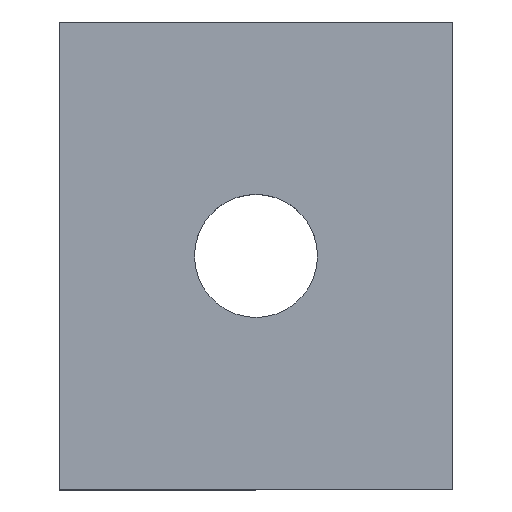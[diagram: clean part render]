
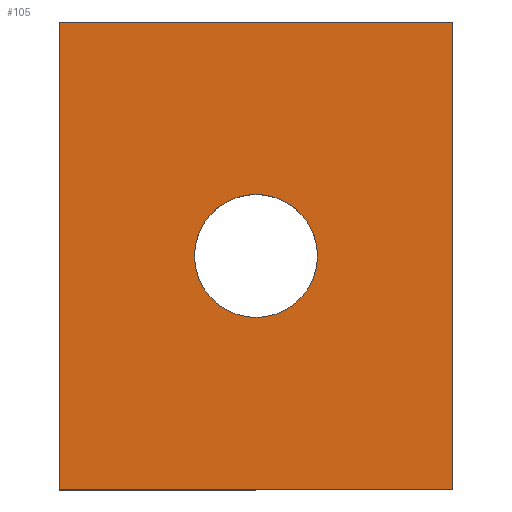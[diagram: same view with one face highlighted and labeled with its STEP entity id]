
A CAD part, top view. The second image highlights one B-rep face of the part: STEP entity #105.
In plain terms, the highlighted planar face has unit normal (0, 0, 1).
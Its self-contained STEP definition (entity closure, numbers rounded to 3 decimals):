
#16 = LINE ( 'NONE', #54, #110 ) ;
#18 = FACE_BOUND ( 'NONE', #188, .T. ) ;
#24 = ORIENTED_EDGE ( 'NONE', *, *, #209, .T. ) ;
#29 = EDGE_LOOP ( 'NONE', ( #119, #38, #24, #249 ) ) ;
#32 = VECTOR ( 'NONE', #173, 1000. ) ;
#38 = ORIENTED_EDGE ( 'NONE', *, *, #176, .T. ) ;
#43 = DIRECTION ( 'NONE',  ( 0., -1., 0. ) ) ;
#53 = VERTEX_POINT ( 'NONE', #246 ) ;
#54 = CARTESIAN_POINT ( 'NONE',  ( 0., 0., 4. ) ) ;
#55 = DIRECTION ( 'NONE',  ( -1., 0., 0. ) ) ;
#57 = CARTESIAN_POINT ( 'NONE',  ( 0., 19., 4. ) ) ;
#86 = CARTESIAN_POINT ( 'NONE',  ( 0., 19., 4. ) ) ;
#93 = LINE ( 'NONE', #114, #104 ) ;
#94 = CARTESIAN_POINT ( 'NONE',  ( 5.5, 9.5, 4. ) ) ;
#96 = CIRCLE ( 'NONE', #238, 2.5 ) ;
#104 = VECTOR ( 'NONE', #130, 1000. ) ;
#105 = ADVANCED_FACE ( 'NONE', ( #206, #18 ), #223, .F. ) ;
#107 = CARTESIAN_POINT ( 'NONE',  ( 10.5, 9.5, 4. ) ) ;
#108 = VERTEX_POINT ( 'NONE', #227 ) ;
#110 = VECTOR ( 'NONE', #43, 1000. ) ;
#114 = CARTESIAN_POINT ( 'NONE',  ( 16., 0., 4. ) ) ;
#116 = VECTOR ( 'NONE', #55, 1000. ) ;
#119 = ORIENTED_EDGE ( 'NONE', *, *, #258, .T. ) ;
#125 = CIRCLE ( 'NONE', #232, 2.5 ) ;
#130 = DIRECTION ( 'NONE',  ( 0., 1., 0. ) ) ;
#131 = LINE ( 'NONE', #175, #32 ) ;
#132 = AXIS2_PLACEMENT_3D ( 'NONE', #230, #220, #218 ) ;
#140 = ORIENTED_EDGE ( 'NONE', *, *, #170, .F. ) ;
#141 = VERTEX_POINT ( 'NONE', #242 ) ;
#147 = DIRECTION ( 'NONE',  ( 1., 0., 0. ) ) ;
#149 = DIRECTION ( 'NONE',  ( 0., 0., 1. ) ) ;
#151 = CARTESIAN_POINT ( 'NONE',  ( 8., 9.5, 4. ) ) ;
#165 = DIRECTION ( 'NONE',  ( 1., 0., 0. ) ) ;
#166 = LINE ( 'NONE', #57, #116 ) ;
#168 = DIRECTION ( 'NONE',  ( 0., 0., 1. ) ) ;
#169 = CARTESIAN_POINT ( 'NONE',  ( 8., 9.5, 4. ) ) ;
#170 = EDGE_CURVE ( 'NONE', #228, #214, #96, .T. ) ;
#173 = DIRECTION ( 'NONE',  ( 1., 0., 0. ) ) ;
#175 = CARTESIAN_POINT ( 'NONE',  ( 0., 0., 4. ) ) ;
#176 = EDGE_CURVE ( 'NONE', #141, #53, #131, .T. ) ;
#180 = EDGE_CURVE ( 'NONE', #214, #228, #125, .T. ) ;
#188 = EDGE_LOOP ( 'NONE', ( #140, #191 ) ) ;
#191 = ORIENTED_EDGE ( 'NONE', *, *, #180, .F. ) ;
#206 = FACE_OUTER_BOUND ( 'NONE', #29, .T. ) ;
#209 = EDGE_CURVE ( 'NONE', #53, #108, #93, .T. ) ;
#214 = VERTEX_POINT ( 'NONE', #107 ) ;
#218 = DIRECTION ( 'NONE',  ( -1., 0., 0. ) ) ;
#220 = DIRECTION ( 'NONE',  ( 0., 0., -1. ) ) ;
#223 = PLANE ( 'NONE',  #132 ) ;
#227 = CARTESIAN_POINT ( 'NONE',  ( 16., 19., 4. ) ) ;
#228 = VERTEX_POINT ( 'NONE', #94 ) ;
#229 = VERTEX_POINT ( 'NONE', #86 ) ;
#230 = CARTESIAN_POINT ( 'NONE',  ( 0., 19., 4. ) ) ;
#232 = AXIS2_PLACEMENT_3D ( 'NONE', #151, #149, #147 ) ;
#238 = AXIS2_PLACEMENT_3D ( 'NONE', #169, #168, #165 ) ;
#242 = CARTESIAN_POINT ( 'NONE',  ( 0., 0., 4. ) ) ;
#246 = CARTESIAN_POINT ( 'NONE',  ( 16., 0., 4. ) ) ;
#249 = ORIENTED_EDGE ( 'NONE', *, *, #255, .T. ) ;
#255 = EDGE_CURVE ( 'NONE', #108, #229, #166, .T. ) ;
#258 = EDGE_CURVE ( 'NONE', #229, #141, #16, .T. ) ;
